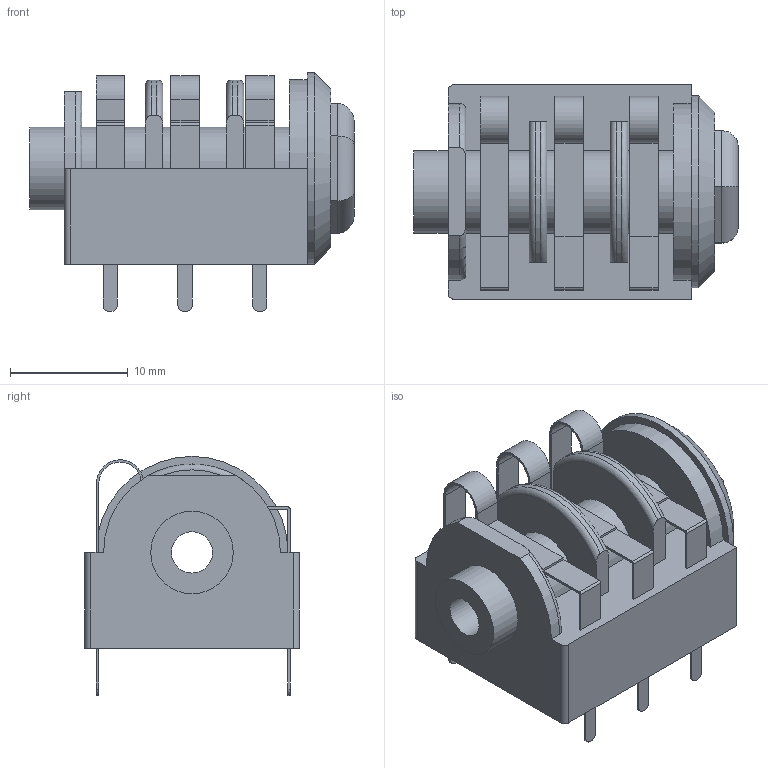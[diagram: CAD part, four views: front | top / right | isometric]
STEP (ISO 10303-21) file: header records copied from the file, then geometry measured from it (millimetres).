
FILE_DESCRIPTION(/* description */ ('model of Jack_3.5mm_Neutrik_NMJ6HCD2_Horizontal'),/* implementation_level */ '2;1');
FILE_NAME(/* name */ 'Jack_3.5mm_Neutrik_NMJ6HCD2_Horizontal.step',/* time_stamp */ '2018-12-31T14:04:44',/* author */ ('kicad StepUp','ksu'),/* organization */ ('FreeCAD'),/* preprocessor_version */ 'OCC',/* originating_system */ 'kicad StepUp',/* authorisation */ '');
FILE_SCHEMA(('AUTOMOTIVE_DESIGN { 1 0 10303 214 1 1 1 1 }'));
Length unit declared in the file: millimetre
Products named in the file (1): Jack_3_5mm_Neutrik
Bounding box: 27.53 x 18.2 x 20.28 mm (x, y, z)
Volume: 4177.3 mm3; surface area: 3390 mm2
Topology: 1 solids, 1 shells, 221 faces, 598 edges, 387 vertices
Faces by surface type: plane 173, cylinder 41, torus 6, cone 1
Full cylindrical faces by diameter (mm): 3.5 x2, 7 x1, 16.28 x1
Entity records: 8605 total; most frequent: CARTESIAN_POINT 1418, ORIENTED_EDGE 1196, DIRECTION 1118, EDGE_CURVE 598, LINE 500, VECTOR 500, VERTEX_POINT 387, AXIS2_PLACEMENT_3D 309
